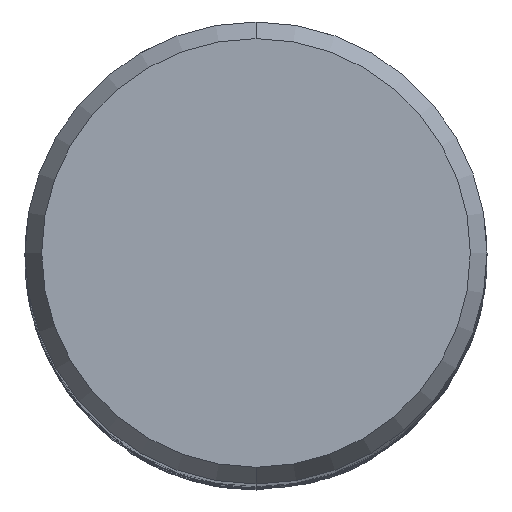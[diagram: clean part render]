
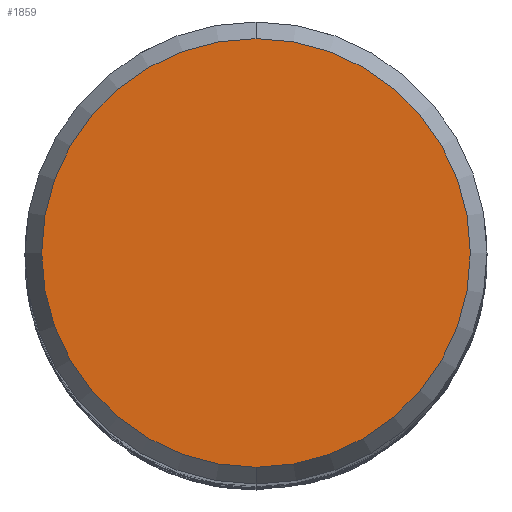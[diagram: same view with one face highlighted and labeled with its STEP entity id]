
A CAD part, top view. The second image highlights one B-rep face of the part: STEP entity #1859.
In plain terms, the highlighted planar face has unit normal (0, 0, 1).
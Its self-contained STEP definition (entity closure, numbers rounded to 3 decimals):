
#1859=ADVANCED_FACE('',(#4409),#4410,.T.);
#1943=VERTEX_POINT('',#4498);
#2173=EDGE_CURVE('',#2709,#1943,#4753,.T.);
#2483=EDGE_CURVE('',#1943,#2709,#5091,.T.);
#2709=VERTEX_POINT('',#5339);
#4409=FACE_OUTER_BOUND('',#12593,.T.);
#4410=PLANE('',#12594);
#4498=CARTESIAN_POINT('',(0.,-7.423,0.0));
#4753=CIRCLE('',#17154,7.423);
#5091=CIRCLE('',#21898,7.423);
#5339=CARTESIAN_POINT('',(0.0,7.423,0.0));
#12593=EDGE_LOOP('',(#41829,#41830));
#12594=AXIS2_PLACEMENT_3D('',#41831,#41832,#41833);
#17154=AXIS2_PLACEMENT_3D('',#42274,#42275,#42276);
#21898=AXIS2_PLACEMENT_3D('',#42626,#42627,#42628);
#41829=ORIENTED_EDGE('',*,*,#2173,.F.);
#41830=ORIENTED_EDGE('',*,*,#2483,.F.);
#41831=CARTESIAN_POINT('',(0.0,3.711,0.0));
#41832=DIRECTION('',(-0.0,0.0,1.0));
#41833=DIRECTION('',(0.0,-1.0,0.0));
#42274=CARTESIAN_POINT('',(0.0,0.0,0.0));
#42275=DIRECTION('',(0.0,0.0,-1.0));
#42276=DIRECTION('',(0.0,1.0,0.0));
#42626=CARTESIAN_POINT('',(0.0,0.0,0.0));
#42627=DIRECTION('',(0.0,0.0,-1.0));
#42628=DIRECTION('',(0.0,1.0,0.0));
